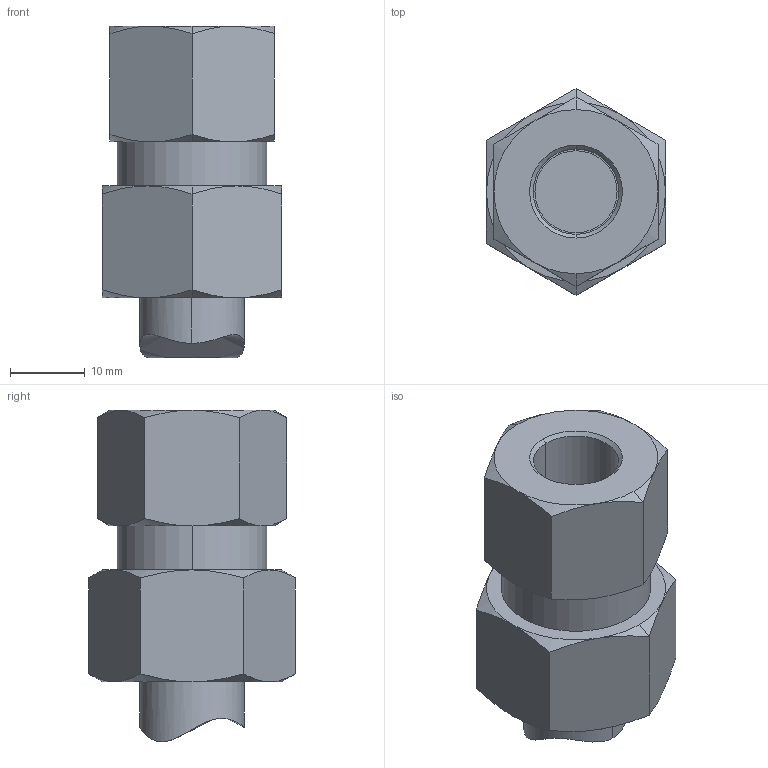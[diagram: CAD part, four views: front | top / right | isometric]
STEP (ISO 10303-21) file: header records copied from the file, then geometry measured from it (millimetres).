
FILE_DESCRIPTION(('STEP AP214'),'1');
FILE_NAME('0114_14_13.stp','2016-07-07T14:13:34',('TraceParts'),('TraceParts S.A.'),'Spatial InterOp 3D',' ',' ');
FILE_SCHEMA(('automotive_design'));
Length unit declared in the file: millimetre
Products named in the file (1): 0114-14-13_ASM|Next assembly relationship#0114-14-13U;0114-14-13U
Bounding box: 24 x 27.71 x 44.44 mm (x, y, z)
Volume: 14590.8 mm3; surface area: 6326.8 mm2
Topology: 1 solids, 2 shells, 94 faces, 207 edges, 123 vertices
Faces by surface type: cone 46, plane 21, cylinder 20, torus 6, extrusion 1
Entity records: 2923 total; most frequent: CARTESIAN_POINT 857, DIRECTION 449, ORIENTED_EDGE 414, EDGE_CURVE 207, AXIS2_PLACEMENT_3D 197, VERTEX_POINT 123, CIRCLE 103, EDGE_LOOP 102
